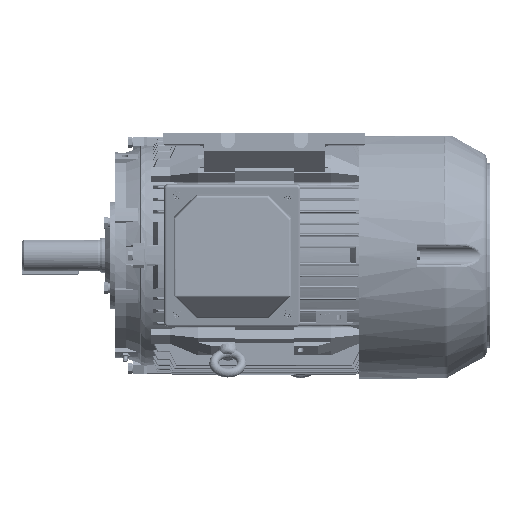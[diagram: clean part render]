
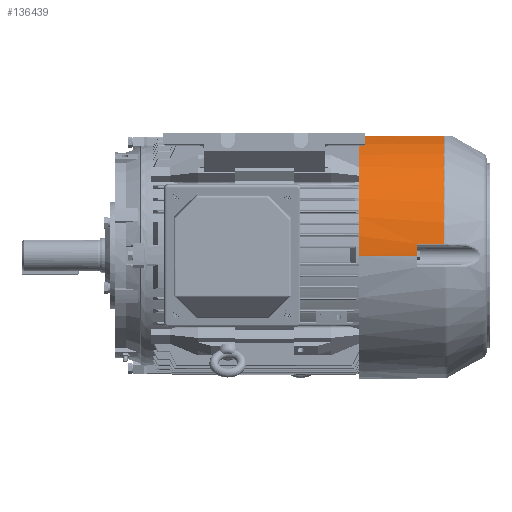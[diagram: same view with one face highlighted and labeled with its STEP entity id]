
A CAD part, top view. The second image highlights one B-rep face of the part: STEP entity #136439.
In plain terms, the highlighted cylindrical face has radius 160.5 mm (diameter 321 mm), a partial arc.
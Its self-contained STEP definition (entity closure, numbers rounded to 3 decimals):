
#37069 = CARTESIAN_POINT ( 'NONE',  ( 0., 0., -160.5 ) ) ;
#37071 = DIRECTION ( 'NONE',  ( -1., 0., 0. ) ) ;
#37072 = VECTOR ( 'NONE', #37071, 1000. ) ;
#37074 = CARTESIAN_POINT ( 'NONE',  ( 0., 0., -160.5 ) ) ;
#37076 = LINE ( 'NONE', #37074, #37072 ) ;
#37081 = CARTESIAN_POINT ( 'NONE',  ( 75., 0., -160.5 ) ) ;
#38231 = CARTESIAN_POINT ( 'NONE',  ( 110.493, -155., -41.656 ) ) ;
#38233 = CARTESIAN_POINT ( 'NONE',  ( 110.493, -15.286, -159.77 ) ) ;
#38235 = DIRECTION ( 'NONE',  ( 0., 0., 1. ) ) ;
#38237 = DIRECTION ( 'NONE',  ( -1., 0., 0. ) ) ;
#38239 = CARTESIAN_POINT ( 'NONE',  ( 110.493, 0., 0. ) ) ;
#38240 = AXIS2_PLACEMENT_3D ( 'NONE', #38239, #38237, #38235 ) ;
#38252 = CIRCLE ( 'NONE', #38240, 160.5 ) ;
#39890 = DIRECTION ( 'NONE',  ( 0., 0., 1. ) ) ;
#39891 = DIRECTION ( 'NONE',  ( -1., 0., 0. ) ) ;
#40421 = CARTESIAN_POINT ( 'NONE',  ( 5., -155., -41.656 ) ) ;
#40422 = DIRECTION ( 'NONE',  ( 0., 0., 1. ) ) ;
#40424 = DIRECTION ( 'NONE',  ( -1., 0., 0. ) ) ;
#40426 = CARTESIAN_POINT ( 'NONE',  ( 0., 0., 0. ) ) ;
#40428 = AXIS2_PLACEMENT_3D ( 'NONE', #40426, #40424, #40422 ) ;
#40429 = CIRCLE ( 'NONE', #40428, 160.5 ) ;
#40457 = CARTESIAN_POINT ( 'NONE',  ( 0., -153.569, -46.656 ) ) ;
#40468 = CARTESIAN_POINT ( 'NONE',  ( 75., 0., 0. ) ) ;
#40469 = AXIS2_PLACEMENT_3D ( 'NONE', #40468, #39891, #39890 ) ;
#40471 = CIRCLE ( 'NONE', #40469, 160.5 ) ;
#40478 = DIRECTION ( 'NONE',  ( 0., 0., 1. ) ) ;
#40480 = DIRECTION ( 'NONE',  ( -1., 0., 0. ) ) ;
#40482 = CARTESIAN_POINT ( 'NONE',  ( 0., 0., 0. ) ) ;
#40483 = AXIS2_PLACEMENT_3D ( 'NONE', #40482, #40480, #40478 ) ;
#40485 = CARTESIAN_POINT ( 'NONE',  ( 75., -15.286, -159.77 ) ) ;
#40490 = CYLINDRICAL_SURFACE ( 'NONE', #40483, 160.5 ) ;
#40492 = FACE_OUTER_BOUND ( 'NONE', #136481, .T. ) ;
#40494 = DIRECTION ( 'NONE',  ( 1., 0., 0. ) ) ;
#40516 = VECTOR ( 'NONE', #40494, 1000. ) ;
#40518 = CARTESIAN_POINT ( 'NONE',  ( 0., -15.286, -159.77 ) ) ;
#40519 = LINE ( 'NONE', #40518, #40516 ) ;
#40533 = DIRECTION ( 'NONE',  ( -1., 0., 0. ) ) ;
#40535 = VECTOR ( 'NONE', #40533, 1000. ) ;
#40537 = CARTESIAN_POINT ( 'NONE',  ( 70., -155., -41.656 ) ) ;
#40539 = LINE ( 'NONE', #40537, #40535 ) ;
#40706 = CARTESIAN_POINT ( 'NONE',  ( 0., -153.569, -46.656 ) ) ;
#40708 = CARTESIAN_POINT ( 'NONE',  ( 0., -153.667, -46.334 ) ) ;
#40709 = CARTESIAN_POINT ( 'NONE',  ( 0.031, -153.763, -46.016 ) ) ;
#40711 = CARTESIAN_POINT ( 'NONE',  ( 0.154, -153.95, -45.385 ) ) ;
#40713 = CARTESIAN_POINT ( 'NONE',  ( 0.247, -154.042, -45.073 ) ) ;
#40715 = CARTESIAN_POINT ( 'NONE',  ( 0.488, -154.214, -44.478 ) ) ;
#40717 = CARTESIAN_POINT ( 'NONE',  ( 0.637, -154.297, -44.192 ) ) ;
#40719 = CARTESIAN_POINT ( 'NONE',  ( 0.995, -154.452, -43.645 ) ) ;
#40721 = CARTESIAN_POINT ( 'NONE',  ( 1.2, -154.524, -43.39 ) ) ;
#40723 = CARTESIAN_POINT ( 'NONE',  ( 1.543, -154.621, -43.041 ) ) ;
#40725 = CARTESIAN_POINT ( 'NONE',  ( 1.663, -154.652, -42.93 ) ) ;
#40727 = CARTESIAN_POINT ( 'NONE',  ( 1.915, -154.711, -42.718 ) ) ;
#40729 = CARTESIAN_POINT ( 'NONE',  ( 2.048, -154.739, -42.617 ) ) ;
#40731 = CARTESIAN_POINT ( 'NONE',  ( 2.458, -154.815, -42.338 ) ) ;
#40733 = CARTESIAN_POINT ( 'NONE',  ( 2.747, -154.858, -42.18 ) ) ;
#40735 = CARTESIAN_POINT ( 'NONE',  ( 3.358, -154.928, -41.922 ) ) ;
#40736 = CARTESIAN_POINT ( 'NONE',  ( 3.681, -154.955, -41.822 ) ) ;
#40738 = CARTESIAN_POINT ( 'NONE',  ( 4.332, -154.991, -41.69 ) ) ;
#40754 = CARTESIAN_POINT ( 'NONE',  ( 4.663, -155., -41.656 ) ) ;
#40756 = CARTESIAN_POINT ( 'NONE',  ( 5., -155., -41.656 ) ) ;
#40761 = B_SPLINE_CURVE_WITH_KNOTS ( 'NONE', 3,
 ( #40756, #40754, #40738, #40736, #40735, #40733, #40731, #40729, #40727, #40725, #40723, #40721, #40719, #40717, #40715, #40713, #40711, #40709, #40708, #40706 ),
 .UNSPECIFIED., .F., .F.,
 ( 4, 2, 2, 2, 2, 2, 2, 2, 2, 4 ),
 ( 0., 0.001, 0.002, 0.003, 0.003, 0.004, 0.005, 0.006, 0.007, 0.008 ),
 .UNSPECIFIED. ) ;
#40807 = CARTESIAN_POINT ( 'NONE',  ( 60., -155., -41.656 ) ) ;
#40995 = DIRECTION ( 'NONE',  ( -1., 0., 0. ) ) ;
#40997 = VECTOR ( 'NONE', #40995, 1000. ) ;
#40999 = CARTESIAN_POINT ( 'NONE',  ( 170., -155., -41.656 ) ) ;
#41001 = LINE ( 'NONE', #40999, #40997 ) ;
#101366 = VERTEX_POINT ( 'NONE', #37081 ) ;
#101369 = EDGE_CURVE ( 'NONE', #101366, #101370, #37076, .T. ) ;
#101370 = VERTEX_POINT ( 'NONE', #37069 ) ;
#101583 = EDGE_CURVE ( 'NONE', #101585, #101587, #38252, .T. ) ;
#101585 = VERTEX_POINT ( 'NONE', #38233 ) ;
#101587 = VERTEX_POINT ( 'NONE', #38231 ) ;
#135275 = VERTEX_POINT ( 'NONE', #40457 ) ;
#135591 = EDGE_CURVE ( 'NONE', #101370, #135275, #40429, .T. ) ;
#135856 = ORIENTED_EDGE ( 'NONE', *, *, #136178, .T. ) ;
#135919 = VERTEX_POINT ( 'NONE', #40421 ) ;
#136000 = ORIENTED_EDGE ( 'NONE', *, *, #138533, .T. ) ;
#136178 = EDGE_CURVE ( 'NONE', #137962, #135919, #40539, .T. ) ;
#136357 = EDGE_CURVE ( 'NONE', #136442, #101585, #40519, .T. ) ;
#136398 = ORIENTED_EDGE ( 'NONE', *, *, #136462, .T. ) ;
#136434 = ORIENTED_EDGE ( 'NONE', *, *, #136357, .T. ) ;
#136439 = ADVANCED_FACE ( 'NONE', ( #40492 ), #40490, .T. ) ;
#136442 = VERTEX_POINT ( 'NONE', #40485 ) ;
#136462 = EDGE_CURVE ( 'NONE', #101366, #136442, #40471, .T. ) ;
#136473 = ORIENTED_EDGE ( 'NONE', *, *, #101583, .T. ) ;
#136481 = EDGE_LOOP ( 'NONE', ( #136508, #136398, #136434, #136473, #136000, #135856, #137429, #137110 ) ) ;
#136508 = ORIENTED_EDGE ( 'NONE', *, *, #101369, .F. ) ;
#137110 = ORIENTED_EDGE ( 'NONE', *, *, #135591, .F. ) ;
#137154 = EDGE_CURVE ( 'NONE', #135919, #135275, #40761, .T. ) ;
#137429 = ORIENTED_EDGE ( 'NONE', *, *, #137154, .T. ) ;
#137962 = VERTEX_POINT ( 'NONE', #40807 ) ;
#138533 = EDGE_CURVE ( 'NONE', #101587, #137962, #41001, .T. ) ;
